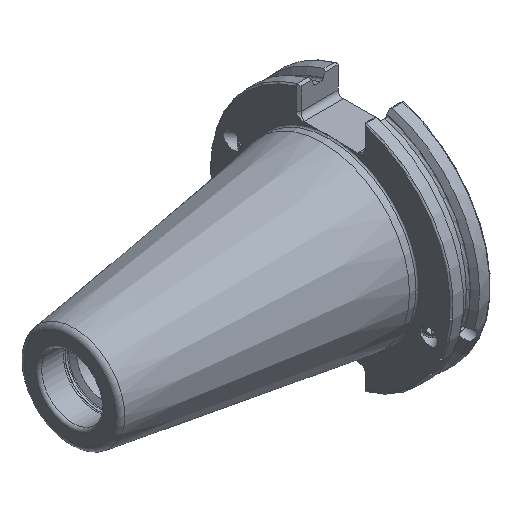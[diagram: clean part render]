
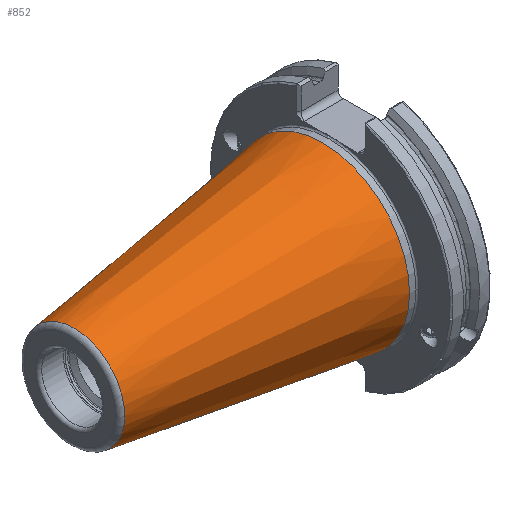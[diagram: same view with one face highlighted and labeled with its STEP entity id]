
A CAD part, isometric view. The second image highlights one B-rep face of the part: STEP entity #852.
In plain terms, the highlighted conical face has half-angle 8.297 degrees and reference radius 34.925 mm.
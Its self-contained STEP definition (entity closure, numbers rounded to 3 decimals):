
#76 = FACE_OUTER_BOUND ( 'NONE', #3004, .T. ) ;
#852 = ADVANCED_FACE ( 'NONE', ( #1146, #76 ), #1359, .T. ) ;
#1146 = FACE_BOUND ( 'NONE', #4815, .T. ) ;
#1151 = DIRECTION ( 'NONE',  ( -1., 0., 0. ) ) ;
#1235 = CARTESIAN_POINT ( 'NONE',  ( -99.889, 0., 0. ) ) ;
#1359 = CONICAL_SURFACE ( 'NONE', #2201, 34.925, 0.145 ) ;
#1441 = ORIENTED_EDGE ( 'NONE', *, *, #1889, .T. ) ;
#1883 = ORIENTED_EDGE ( 'NONE', *, *, #3119, .F. ) ;
#1889 = EDGE_CURVE ( 'NONE', #3341, #3341, #3904, .T. ) ;
#1966 = AXIS2_PLACEMENT_3D ( 'NONE', #1235, #1151, #2564 ) ;
#2137 = CARTESIAN_POINT ( 'NONE',  ( 0., 0., 0. ) ) ;
#2201 = AXIS2_PLACEMENT_3D ( 'NONE', #2137, #2623, #3520 ) ;
#2208 = VERTEX_POINT ( 'NONE', #5403 ) ;
#2564 = DIRECTION ( 'NONE',  ( 0., 0., 1. ) ) ;
#2623 = DIRECTION ( 'NONE',  ( 1., 0., 0. ) ) ;
#3004 = EDGE_LOOP ( 'NONE', ( #1441 ) ) ;
#3119 = EDGE_CURVE ( 'NONE', #2208, #2208, #5601, .T. ) ;
#3341 = VERTEX_POINT ( 'NONE', #5367 ) ;
#3431 = CARTESIAN_POINT ( 'NONE',  ( 0., 0., 0. ) ) ;
#3520 = DIRECTION ( 'NONE',  ( 0., 0., -1. ) ) ;
#3893 = DIRECTION ( 'NONE',  ( -1., 0., 0. ) ) ;
#3904 = CIRCLE ( 'NONE', #4101, 34.925 ) ;
#4101 = AXIS2_PLACEMENT_3D ( 'NONE', #3431, #3893, #5263 ) ;
#4815 = EDGE_LOOP ( 'NONE', ( #1883 ) ) ;
#5263 = DIRECTION ( 'NONE',  ( 0., 0., 1. ) ) ;
#5367 = CARTESIAN_POINT ( 'NONE',  ( 0., 0., 34.925 ) ) ;
#5403 = CARTESIAN_POINT ( 'NONE',  ( -99.889, 0., 20.358 ) ) ;
#5601 = CIRCLE ( 'NONE', #1966, 20.358 ) ;
